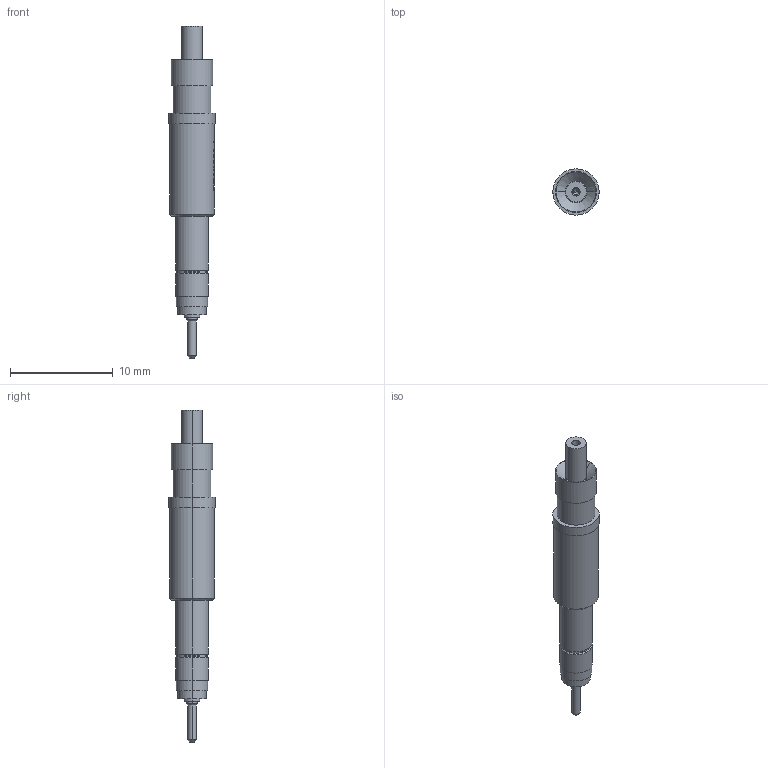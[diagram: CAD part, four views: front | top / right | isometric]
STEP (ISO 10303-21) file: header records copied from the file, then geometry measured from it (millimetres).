
FILE_DESCRIPTION (( 'STEP AP203' ), '1' );
FILE_NAME ('MOD-F82205S0007LxxxIK15.step', '2015-07-09T11:39:24', ( 'firstrun' ), ( 'Hewlett-Packard Company' ), 'SwSTEP 2.0', 'SolidWorks 2012', '' );
FILE_SCHEMA (( 'CONFIG_CONTROL_DESIGN' ));
Length unit declared in the file: millimetre
Products named in the file (1): MOD-F82205S0007LxxxIK15
Bounding box: 4.5 x 4.5 x 32.3 mm (x, y, z)
Volume: 289.2 mm3; surface area: 377.7 mm2
Topology: 1 solids, 1 shells, 218 faces, 577 edges, 375 vertices
Faces by surface type: plane 74, cylinder 64, bspline 62, cone 18
Entity records: 9261 total; most frequent: CARTESIAN_POINT 4258, ORIENTED_EDGE 1150, DIRECTION 834, EDGE_CURVE 575, VERTEX_POINT 375, AXIS2_PLACEMENT_3D 325, EDGE_LOOP 234, B_SPLINE_CURVE_WITH_KNOTS 223
